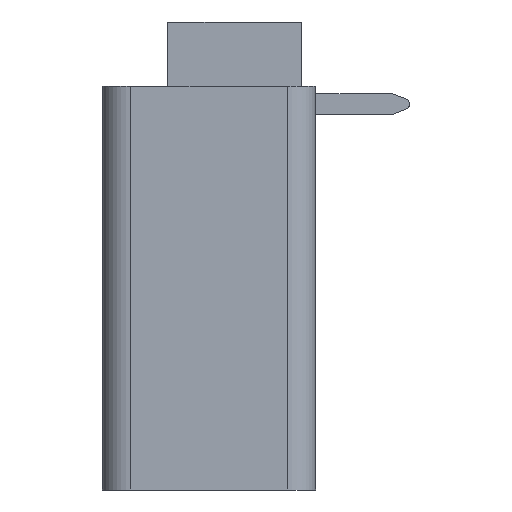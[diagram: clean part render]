
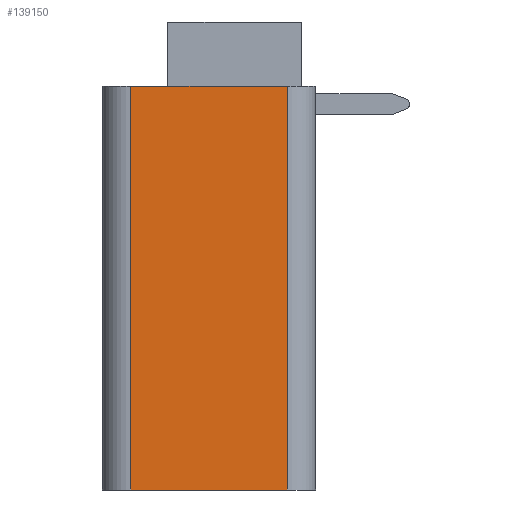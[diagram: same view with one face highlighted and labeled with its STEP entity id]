
A CAD part, left-side view. The second image highlights one B-rep face of the part: STEP entity #139150.
In plain terms, the highlighted planar face has unit normal (-1, 0, 0).
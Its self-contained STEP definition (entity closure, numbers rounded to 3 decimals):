
#210=CARTESIAN_POINT('',(-15.922,32.385,0.));
#220=VERTEX_POINT('',#210);
#250=CARTESIAN_POINT('',(-15.922,0.,0.));
#260=DIRECTION('',(0.,1.,0.));
#270=VECTOR('',#260,1.);
#280=LINE('',#250,#270);
#290=CARTESIAN_POINT('',(-15.922,26.885,0.));
#300=VERTEX_POINT('',#290);
#310=EDGE_CURVE('',#300,#220,#280,.T.);
#23740=CARTESIAN_POINT('',(-15.922,26.885,14.2));
#23750=VERTEX_POINT('',#23740);
#23780=CARTESIAN_POINT('',(-15.922,0.,14.2));
#23790=DIRECTION('',(0.,-1.,0.));
#23800=VECTOR('',#23790,1.);
#23810=LINE('',#23780,#23800);
#23820=CARTESIAN_POINT('',(-15.922,32.385,14.2));
#23830=VERTEX_POINT('',#23820);
#23840=EDGE_CURVE('',#23830,#23750,#23810,.T.);
#138890=CARTESIAN_POINT('',(-15.922,32.385,0.));
#138900=DIRECTION('',(0.,0.,1.));
#138910=VECTOR('',#138900,1.);
#138920=LINE('',#138890,#138910);
#138930=EDGE_CURVE('',#220,#23830,#138920,.T.);
#138990=CARTESIAN_POINT('',(-15.922,26.885,0.));
#139000=DIRECTION('',(-1.,0.,0.));
#139010=DIRECTION('',(0.,1.,0.));
#139020=AXIS2_PLACEMENT_3D('',#138990,#139000,#139010);
#139030=PLANE('',#139020);
#139040=ORIENTED_EDGE('',*,*,#138930,.F.);
#139050=ORIENTED_EDGE('',*,*,#23840,.F.);
#139060=CARTESIAN_POINT('',(-15.922,26.885,0.));
#139070=DIRECTION('',(0.,0.,1.));
#139080=VECTOR('',#139070,1.);
#139090=LINE('',#139060,#139080);
#139100=EDGE_CURVE('',#300,#23750,#139090,.T.);
#139110=ORIENTED_EDGE('',*,*,#139100,.T.);
#139120=ORIENTED_EDGE('',*,*,#310,.F.);
#139130=EDGE_LOOP('',(#139120,#139110,#139050,#139040));
#139140=FACE_OUTER_BOUND('',#139130,.T.);
#139150=ADVANCED_FACE('',(#139140),#139030,.T.);
